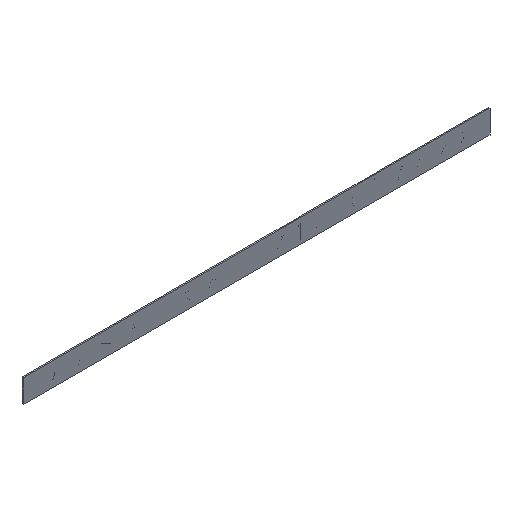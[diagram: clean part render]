
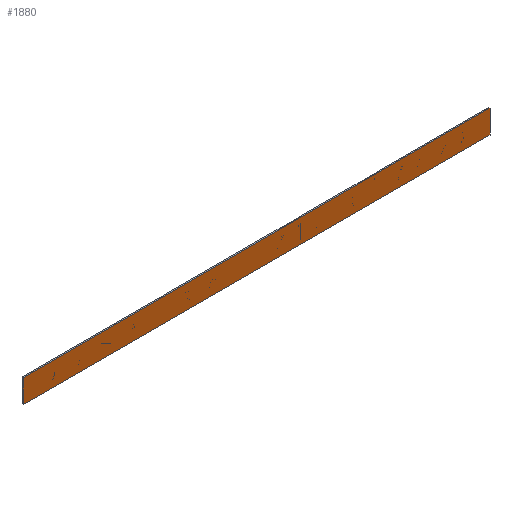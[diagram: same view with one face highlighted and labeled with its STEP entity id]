
A CAD part, isometric view. The second image highlights one B-rep face of the part: STEP entity #1880.
In plain terms, the highlighted planar face has unit normal (0, -1, 0).
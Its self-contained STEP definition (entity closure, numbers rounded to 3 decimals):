
#12 = DIRECTION ( 'NONE',  ( 0., 0., 1. ) ) ;
#123 = FACE_OUTER_BOUND ( 'NONE', #3064, .T. ) ;
#268 = DIRECTION ( 'NONE',  ( 0., 0., -1. ) ) ;
#342 = EDGE_CURVE ( 'NONE', #3066, #1622, #467, .T. ) ;
#344 = VECTOR ( 'NONE', #268, 1000. ) ;
#366 = DIRECTION ( 'NONE',  ( 0., 1., 0. ) ) ;
#378 = EDGE_CURVE ( 'NONE', #2231, #1454, #1505, .T. ) ;
#467 = LINE ( 'NONE', #1553, #2478 ) ;
#559 = AXIS2_PLACEMENT_3D ( 'NONE', #2003, #366, #2189 ) ;
#650 = ORIENTED_EDGE ( 'NONE', *, *, #720, .F. ) ;
#663 = CARTESIAN_POINT ( 'NONE',  ( -20000., 0., -1000. ) ) ;
#668 = DIRECTION ( 'NONE',  ( 1., 0., 0. ) ) ;
#720 = EDGE_CURVE ( 'NONE', #1622, #2231, #1130, .T. ) ;
#775 = CARTESIAN_POINT ( 'NONE',  ( 20000., 0., 1000. ) ) ;
#782 = ORIENTED_EDGE ( 'NONE', *, *, #342, .F. ) ;
#1130 = LINE ( 'NONE', #1665, #3266 ) ;
#1418 = ORIENTED_EDGE ( 'NONE', *, *, #2430, .F. ) ;
#1454 = VERTEX_POINT ( 'NONE', #775 ) ;
#1488 = CARTESIAN_POINT ( 'NONE',  ( -20000., 0., 1000. ) ) ;
#1505 = LINE ( 'NONE', #1488, #2310 ) ;
#1553 = CARTESIAN_POINT ( 'NONE',  ( -20000., 0., -1000. ) ) ;
#1554 = CARTESIAN_POINT ( 'NONE',  ( 20000., 0., -1000. ) ) ;
#1622 = VERTEX_POINT ( 'NONE', #663 ) ;
#1665 = CARTESIAN_POINT ( 'NONE',  ( -20000., 0., -1000. ) ) ;
#1880 = ADVANCED_FACE ( 'NONE', ( #123 ), #1967, .F. ) ;
#1967 = PLANE ( 'NONE',  #559 ) ;
#2003 = CARTESIAN_POINT ( 'NONE',  ( 0., 0., 0. ) ) ;
#2133 = ORIENTED_EDGE ( 'NONE', *, *, #378, .F. ) ;
#2189 = DIRECTION ( 'NONE',  ( 0., 0., 1. ) ) ;
#2231 = VERTEX_POINT ( 'NONE', #3417 ) ;
#2310 = VECTOR ( 'NONE', #668, 1000. ) ;
#2419 = LINE ( 'NONE', #1554, #344 ) ;
#2430 = EDGE_CURVE ( 'NONE', #1454, #3066, #2419, .T. ) ;
#2478 = VECTOR ( 'NONE', #2634, 1000. ) ;
#2634 = DIRECTION ( 'NONE',  ( -1., 0., 0. ) ) ;
#2777 = CARTESIAN_POINT ( 'NONE',  ( 20000., 0., -1000. ) ) ;
#3064 = EDGE_LOOP ( 'NONE', ( #1418, #2133, #650, #782 ) ) ;
#3066 = VERTEX_POINT ( 'NONE', #2777 ) ;
#3266 = VECTOR ( 'NONE', #12, 1000. ) ;
#3417 = CARTESIAN_POINT ( 'NONE',  ( -20000., 0., 1000. ) ) ;
